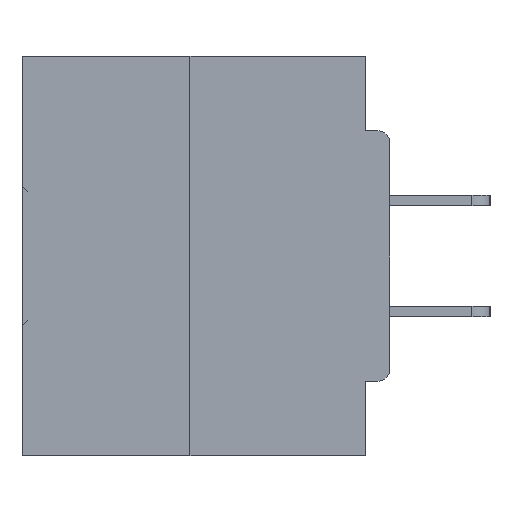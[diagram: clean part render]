
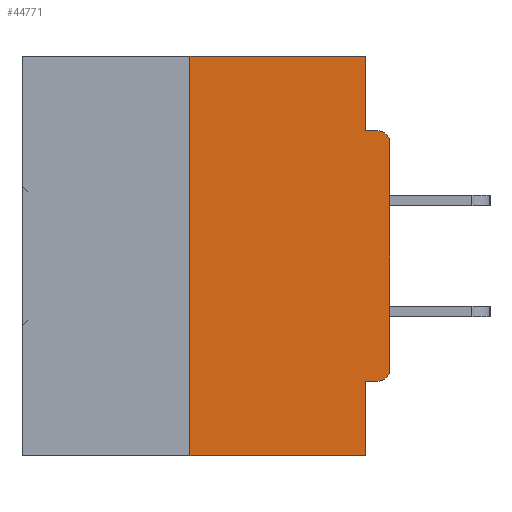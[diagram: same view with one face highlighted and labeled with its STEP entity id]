
A CAD part, left-side view. The second image highlights one B-rep face of the part: STEP entity #44771.
In plain terms, the highlighted planar face has unit normal (-1, 0, 0).
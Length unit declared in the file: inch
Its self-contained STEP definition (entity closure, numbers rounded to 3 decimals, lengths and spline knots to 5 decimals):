
#1571 = AXIS2_PLACEMENT_3D ( 'NONE', #41731, #6206, #30874 ) ;
#2177 = AXIS2_PLACEMENT_3D ( 'NONE', #39614, #4372, #32636 ) ;
#2525 = VECTOR ( 'NONE', #4308, 39.37008 ) ;
#3591 = VERTEX_POINT ( 'NONE', #45666 ) ;
#3704 = VERTEX_POINT ( 'NONE', #8119 ) ;
#4308 = DIRECTION ( 'NONE',  ( 0., -1., 0. ) ) ;
#4372 = DIRECTION ( 'NONE',  ( 1., 0., 0. ) ) ;
#4859 = CARTESIAN_POINT ( 'NONE',  ( 0., 0.031, 0. ) ) ;
#4988 = DIRECTION ( 'NONE',  ( 0., -1., 0. ) ) ;
#5153 = CARTESIAN_POINT ( 'NONE',  ( 0., 0.46, -0.5 ) ) ;
#6206 = DIRECTION ( 'NONE',  ( -1., 0., 0. ) ) ;
#7383 = CARTESIAN_POINT ( 'NONE',  ( 0., 0.015, -0.3915 ) ) ;
#8119 = CARTESIAN_POINT ( 'NONE',  ( 0., 0., -0.1085 ) ) ;
#8558 = PLANE ( 'NONE',  #2177 ) ;
#8690 = FACE_OUTER_BOUND ( 'NONE', #18178, .T. ) ;
#9053 = ORIENTED_EDGE ( 'NONE', *, *, #13810, .T. ) ;
#9263 = CIRCLE ( 'NONE', #1571, 0.015 ) ;
#9387 = LINE ( 'NONE', #21529, #13832 ) ;
#10577 = CARTESIAN_POINT ( 'NONE',  ( 0., 0., -0.3915 ) ) ;
#10726 = ORIENTED_EDGE ( 'NONE', *, *, #44832, .F. ) ;
#11741 = DIRECTION ( 'NONE',  ( 0., 0., -1. ) ) ;
#11956 = LINE ( 'NONE', #32735, #2525 ) ;
#13453 = ORIENTED_EDGE ( 'NONE', *, *, #44986, .T. ) ;
#13810 = EDGE_CURVE ( 'NONE', #33702, #3704, #9387, .T. ) ;
#13832 = VECTOR ( 'NONE', #32352, 39.37008 ) ;
#14953 = DIRECTION ( 'NONE',  ( 0., 0., -1. ) ) ;
#15025 = VERTEX_POINT ( 'NONE', #28710 ) ;
#16187 = VERTEX_POINT ( 'NONE', #23366 ) ;
#16255 = VERTEX_POINT ( 'NONE', #41312 ) ;
#16875 = VERTEX_POINT ( 'NONE', #4859 ) ;
#17062 = LINE ( 'NONE', #25717, #21516 ) ;
#17141 = CARTESIAN_POINT ( 'NONE',  ( 0., 0.031, -0.5 ) ) ;
#18178 = EDGE_LOOP ( 'NONE', ( #41719, #42138, #28879, #20261, #42226, #43245, #9053, #13453, #10726, #41994 ) ) ;
#18682 = CARTESIAN_POINT ( 'NONE',  ( 0., 0.031, -0.5 ) ) ;
#18951 = VERTEX_POINT ( 'NONE', #41133 ) ;
#19581 = EDGE_CURVE ( 'NONE', #16875, #36109, #26528, .T. ) ;
#20149 = CIRCLE ( 'NONE', #36099, 0.015 ) ;
#20261 = ORIENTED_EDGE ( 'NONE', *, *, #30145, .F. ) ;
#21328 = CARTESIAN_POINT ( 'NONE',  ( 0., 0.031, -0.0935 ) ) ;
#21516 = VECTOR ( 'NONE', #36882, 39.37008 ) ;
#21529 = CARTESIAN_POINT ( 'NONE',  ( 0., 0., 0. ) ) ;
#21557 = DIRECTION ( 'NONE',  ( -1., 0., 0. ) ) ;
#21907 = DIRECTION ( 'NONE',  ( 0., 0., -1. ) ) ;
#22751 = VERTEX_POINT ( 'NONE', #17141 ) ;
#23366 = CARTESIAN_POINT ( 'NONE',  ( 0., 0.031, -0.4065 ) ) ;
#25717 = CARTESIAN_POINT ( 'NONE',  ( 0., 0.25, 0. ) ) ;
#25725 = CARTESIAN_POINT ( 'NONE',  ( 0., 0.031, 0. ) ) ;
#26528 = LINE ( 'NONE', #25725, #29252 ) ;
#26957 = LINE ( 'NONE', #5153, #39736 ) ;
#28710 = CARTESIAN_POINT ( 'NONE',  ( 0., 0.015, -0.4065 ) ) ;
#28879 = ORIENTED_EDGE ( 'NONE', *, *, #37879, .T. ) ;
#29252 = VECTOR ( 'NONE', #11741, 39.37008 ) ;
#29672 = EDGE_CURVE ( 'NONE', #18951, #3591, #17062, .T. ) ;
#30145 = EDGE_CURVE ( 'NONE', #16187, #22751, #35245, .T. ) ;
#30237 = LINE ( 'NONE', #43479, #36319 ) ;
#30874 = DIRECTION ( 'NONE',  ( 0., 0., -1. ) ) ;
#32352 = DIRECTION ( 'NONE',  ( 0., 0., 1. ) ) ;
#32636 = DIRECTION ( 'NONE',  ( 0., 0., -1. ) ) ;
#32735 = CARTESIAN_POINT ( 'NONE',  ( 0., 0.46, 0. ) ) ;
#33487 = EDGE_CURVE ( 'NONE', #3591, #16875, #11956, .T. ) ;
#33702 = VERTEX_POINT ( 'NONE', #10577 ) ;
#35245 = LINE ( 'NONE', #18682, #44683 ) ;
#36099 = AXIS2_PLACEMENT_3D ( 'NONE', #7383, #21557, #14953 ) ;
#36109 = VERTEX_POINT ( 'NONE', #21328 ) ;
#36319 = VECTOR ( 'NONE', #4988, 39.37008 ) ;
#36499 = DIRECTION ( 'NONE',  ( 0., 1., 0. ) ) ;
#36882 = DIRECTION ( 'NONE',  ( 0., 0., 1. ) ) ;
#37879 = EDGE_CURVE ( 'NONE', #18951, #22751, #26957, .T. ) ;
#37895 = EDGE_CURVE ( 'NONE', #15025, #16187, #43600, .T. ) ;
#39204 = VECTOR ( 'NONE', #36499, 39.37008 ) ;
#39614 = CARTESIAN_POINT ( 'NONE',  ( 0., 0.46, 0. ) ) ;
#39736 = VECTOR ( 'NONE', #44236, 39.37008 ) ;
#40536 = CARTESIAN_POINT ( 'NONE',  ( 0., 0., -0.4065 ) ) ;
#41133 = CARTESIAN_POINT ( 'NONE',  ( 0., 0.25, -0.5 ) ) ;
#41312 = CARTESIAN_POINT ( 'NONE',  ( 0., 0.015, -0.0935 ) ) ;
#41719 = ORIENTED_EDGE ( 'NONE', *, *, #33487, .F. ) ;
#41731 = CARTESIAN_POINT ( 'NONE',  ( 0., 0.015, -0.1085 ) ) ;
#41994 = ORIENTED_EDGE ( 'NONE', *, *, #19581, .F. ) ;
#42138 = ORIENTED_EDGE ( 'NONE', *, *, #29672, .F. ) ;
#42226 = ORIENTED_EDGE ( 'NONE', *, *, #37895, .F. ) ;
#42738 = EDGE_CURVE ( 'NONE', #15025, #33702, #20149, .T. ) ;
#43245 = ORIENTED_EDGE ( 'NONE', *, *, #42738, .T. ) ;
#43479 = CARTESIAN_POINT ( 'NONE',  ( 0., 0., -0.0935 ) ) ;
#43600 = LINE ( 'NONE', #40536, #39204 ) ;
#44236 = DIRECTION ( 'NONE',  ( 0., -1., 0. ) ) ;
#44683 = VECTOR ( 'NONE', #21907, 39.37008 ) ;
#44771 = ADVANCED_FACE ( 'NONE', ( #8690 ), #8558, .F. ) ;
#44832 = EDGE_CURVE ( 'NONE', #36109, #16255, #30237, .T. ) ;
#44986 = EDGE_CURVE ( 'NONE', #3704, #16255, #9263, .T. ) ;
#45666 = CARTESIAN_POINT ( 'NONE',  ( 0., 0.25, 0. ) ) ;
